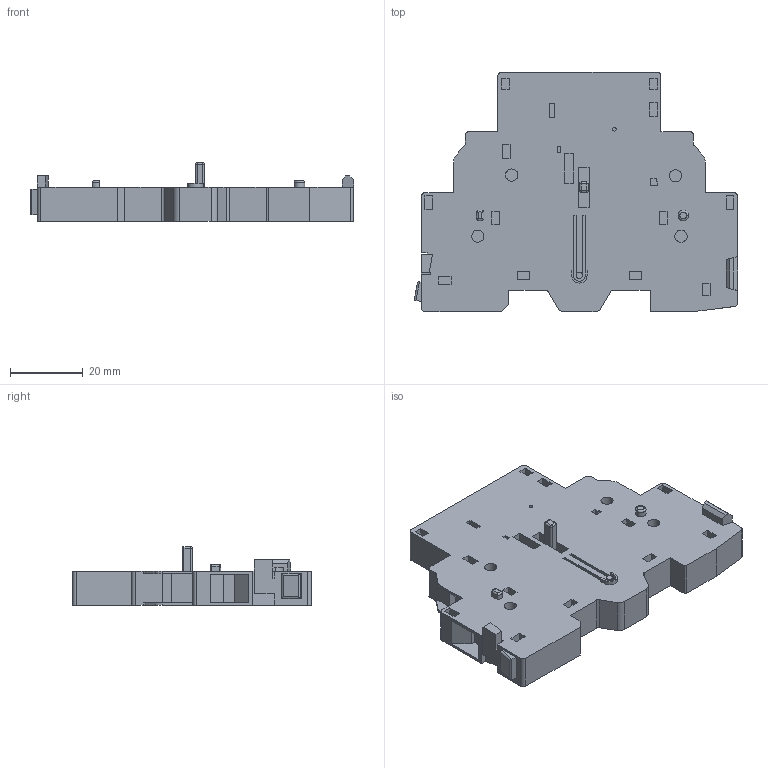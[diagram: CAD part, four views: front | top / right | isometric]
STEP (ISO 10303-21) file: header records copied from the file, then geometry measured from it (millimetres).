
FILE_DESCRIPTION((''),'2;1');
FILE_NAME('55580326P01','2025-05-27T',('li.xiao'),(''),'PRO/ENGINEER BY PARAMETRIC TECHNOLOGY CORPORATION, 2017170','PRO/ENGINEER BY PARAMETRIC TECHNOLOGY CORPORATION, 2017170','');
FILE_SCHEMA(('CONFIG_CONTROL_DESIGN'));
Length unit declared in the file: millimetre
Products named in the file (1): 55580326P01
Bounding box: 88.79 x 65.7 x 16.2 mm (x, y, z)
Volume: 39780.2 mm3; surface area: 15098.1 mm2
Topology: 1 solids, 1 shells, 384 faces, 968 edges, 637 vertices
Faces by surface type: plane 306, cylinder 70, sphere 4, torus 4
Entity records: 11557 total; most frequent: CARTESIAN_POINT 2156, ORIENTED_EDGE 1936, DIRECTION 1862, EDGE_CURVE 968, VECTOR 822, LINE 822, VERTEX_POINT 637, AXIS2_PLACEMENT_3D 520
